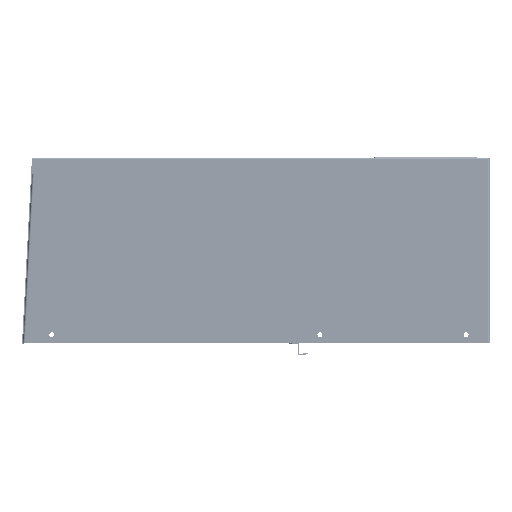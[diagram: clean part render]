
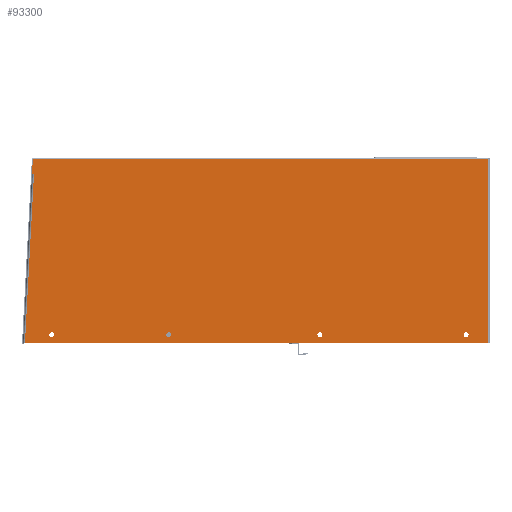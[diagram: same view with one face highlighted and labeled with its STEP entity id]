
A CAD part, left-side view. The second image highlights one B-rep face of the part: STEP entity #93300.
In plain terms, the highlighted planar face has unit normal (-1, 0, 0).
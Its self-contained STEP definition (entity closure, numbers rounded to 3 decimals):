
#81437=CARTESIAN_POINT('',(-124.999,468.572,
188.037));
#81449=DIRECTION('',(0.,-0.053,0.999));
#81450=VECTOR('',#81449,174.163);
#81451=CARTESIAN_POINT('',(-125.,476.663,
-1.));
#81452=LINE('',#81451,#81450);
#81453=DIRECTION('',(0.,0.999,0.053));
#81454=VECTOR('',#81453,2.);
#81455=CARTESIAN_POINT('',(-125.,467.362,
172.915));
#81456=LINE('',#81455,#81454);
#81457=DIRECTION('',(0.,-0.052,0.999));
#81458=VECTOR('',#81457,15.037);
#81459=CARTESIAN_POINT('',(-125.,469.359,173.021));
#81460=LINE('',#81459,#81458);
#81461=DIRECTION('',(0.,-1.,0.));
#81462=VECTOR('',#81461,467.572);
#81463=CARTESIAN_POINT('',(-124.999,468.572,
188.037));
#81464=LINE('',#81463,#81462);
#81465=CARTESIAN_POINT('',(-125.,449.144,7.97));
#81466=DIRECTION('',(-1.,0.,0.));
#81467=DIRECTION('',(0.,-1.,0.));
#81468=AXIS2_PLACEMENT_3D('',#81465,#81466,#81467);
#81470=CARTESIAN_POINT('',(-125.,449.144,7.97));
#81471=DIRECTION('',(-1.,0.,0.));
#81472=DIRECTION('',(0.,1.,0.));
#81473=AXIS2_PLACEMENT_3D('',#81470,#81471,#81472);
#81475=CARTESIAN_POINT('',(-125.,328.973,7.97));
#81476=DIRECTION('',(-1.,0.,0.));
#81477=DIRECTION('',(0.,-1.,0.));
#81478=AXIS2_PLACEMENT_3D('',#81475,#81476,#81477);
#81480=CARTESIAN_POINT('',(-125.,328.973,7.97));
#81481=DIRECTION('',(-1.,0.,0.));
#81482=DIRECTION('',(0.,1.,0.));
#81483=AXIS2_PLACEMENT_3D('',#81480,#81481,#81482);
#81485=CARTESIAN_POINT('',(-125.,173.751,7.97));
#81486=DIRECTION('',(-1.,0.,0.));
#81487=DIRECTION('',(0.,-1.,0.));
#81488=AXIS2_PLACEMENT_3D('',#81485,#81486,#81487);
#81490=CARTESIAN_POINT('',(-125.,173.751,7.97));
#81491=DIRECTION('',(-1.,0.,0.));
#81492=DIRECTION('',(0.,1.,0.));
#81493=AXIS2_PLACEMENT_3D('',#81490,#81491,#81492);
#81495=CARTESIAN_POINT('',(-125.,23.537,7.97));
#81496=DIRECTION('',(-1.,0.,0.));
#81497=DIRECTION('',(0.,-1.,0.));
#81498=AXIS2_PLACEMENT_3D('',#81495,#81496,#81497);
#81500=CARTESIAN_POINT('',(-125.,23.537,7.97));
#81501=DIRECTION('',(-1.,0.,0.));
#81502=DIRECTION('',(0.,1.,0.));
#81503=AXIS2_PLACEMENT_3D('',#81500,#81501,#81502);
#81509=DIRECTION('',(0.,-1.,0.));
#81510=VECTOR('',#81509,471.663);
#81511=CARTESIAN_POINT('',(-125.,474.663,0.));
#81512=LINE('',#81511,#81510);
#81809=DIRECTION('',(0.,0.,1.));
#81810=VECTOR('',#81809,1.);
#81811=CARTESIAN_POINT('',(-125.,474.663,-1.));
#81812=LINE('',#81811,#81810);
#81889=DIRECTION('',(0.,0.,1.));
#81890=VECTOR('',#81889,1.);
#81891=CARTESIAN_POINT('',(-125.,3.,-1.));
#81892=LINE('',#81891,#81890);
#81901=DIRECTION('',(0.,-1.,0.));
#81902=VECTOR('',#81901,2.);
#81903=CARTESIAN_POINT('',(-125.,3.,-1.));
#81904=LINE('',#81903,#81902);
#81923=DIRECTION('',(0.,0.,1.));
#81924=VECTOR('',#81923,189.);
#81925=CARTESIAN_POINT('',(-125.,1.,-1.));
#81926=LINE('',#81925,#81924);
#82175=DIRECTION('',(0.,-1.,0.));
#82176=VECTOR('',#82175,2.);
#82177=CARTESIAN_POINT('',(-125.,476.663,
-1.));
#82178=LINE('',#82177,#82176);
#85265=CARTESIAN_POINT('',(-125.,467.362,
172.915));
#85267=VERTEX_POINT('',#85265);
#85269=CARTESIAN_POINT('',(-125.,3.,0.));
#85271=VERTEX_POINT('',#85269);
#85279=CARTESIAN_POINT('',(-125.,474.663,0.));
#85280=VERTEX_POINT('',#85279);
#88045=VERTEX_POINT('',#81437);
#88047=CARTESIAN_POINT('',(-125.,1.,188.));
#88048=VERTEX_POINT('',#88047);
#88052=CARTESIAN_POINT('',(-125.,469.359,173.021));
#88054=VERTEX_POINT('',#88052);
#88055=CARTESIAN_POINT('',(-125.,3.,-1.));
#88056=VERTEX_POINT('',#88055);
#88057=CARTESIAN_POINT('',(-125.,1.,-1.));
#88058=VERTEX_POINT('',#88057);
#88059=CARTESIAN_POINT('',(-125.,476.663,
-1.));
#88060=VERTEX_POINT('',#88059);
#88061=CARTESIAN_POINT('',(-125.,474.663,-1.));
#88062=VERTEX_POINT('',#88061);
#88063=CARTESIAN_POINT('',(-125.,446.644,7.97));
#88064=CARTESIAN_POINT('',(-125.,451.644,7.97));
#88065=VERTEX_POINT('',#88063);
#88066=VERTEX_POINT('',#88064);
#88067=CARTESIAN_POINT('',(-125.,326.473,7.97));
#88068=CARTESIAN_POINT('',(-125.,331.473,7.97));
#88069=VERTEX_POINT('',#88067);
#88070=VERTEX_POINT('',#88068);
#88071=CARTESIAN_POINT('',(-125.,171.251,7.97));
#88072=CARTESIAN_POINT('',(-125.,176.251,7.97));
#88073=VERTEX_POINT('',#88071);
#88074=VERTEX_POINT('',#88072);
#88075=CARTESIAN_POINT('',(-125.,21.037,7.97));
#88076=CARTESIAN_POINT('',(-125.,26.037,7.97));
#88077=VERTEX_POINT('',#88075);
#88078=VERTEX_POINT('',#88076);
#93250=CARTESIAN_POINT('',(-125.,238.831,93.5));
#93251=DIRECTION('',(1.,0.,0.));
#93252=DIRECTION('',(0.,1.,0.));
#93253=AXIS2_PLACEMENT_3D('',#93250,#93251,#93252);
#93254=PLANE('',#93253);
#93256=ORIENTED_EDGE('',*,*,#93255,.F.);
#93258=ORIENTED_EDGE('',*,*,#93257,.F.);
#93260=ORIENTED_EDGE('',*,*,#93259,.F.);
#93262=ORIENTED_EDGE('',*,*,#93261,.T.);
#93264=ORIENTED_EDGE('',*,*,#93263,.T.);
#93266=ORIENTED_EDGE('',*,*,#93265,.T.);
#93267=ORIENTED_EDGE('',*,*,#93242,.T.);
#93269=ORIENTED_EDGE('',*,*,#93268,.F.);
#93271=ORIENTED_EDGE('',*,*,#93270,.F.);
#93273=ORIENTED_EDGE('',*,*,#93272,.T.);
#93274=EDGE_LOOP('',(#93256,#93258,#93260,#93262,#93264,#93266,#93267,#93269,
#93271,#93273));
#93275=FACE_OUTER_BOUND('',#93274,.F.);
#93277=ORIENTED_EDGE('',*,*,#93276,.T.);
#93279=ORIENTED_EDGE('',*,*,#93278,.T.);
#93280=EDGE_LOOP('',(#93277,#93279));
#93281=FACE_BOUND('',#93280,.F.);
#93283=ORIENTED_EDGE('',*,*,#93282,.T.);
#93285=ORIENTED_EDGE('',*,*,#93284,.T.);
#93286=EDGE_LOOP('',(#93283,#93285));
#93287=FACE_BOUND('',#93286,.F.);
#93289=ORIENTED_EDGE('',*,*,#93288,.T.);
#93291=ORIENTED_EDGE('',*,*,#93290,.T.);
#93292=EDGE_LOOP('',(#93289,#93291));
#93293=FACE_BOUND('',#93292,.F.);
#93295=ORIENTED_EDGE('',*,*,#93294,.T.);
#93297=ORIENTED_EDGE('',*,*,#93296,.T.);
#93298=EDGE_LOOP('',(#93295,#93297));
#93299=FACE_BOUND('',#93298,.F.);
#93300=ADVANCED_FACE('',(#93275,#93281,#93287,#93293,#93299),#93254,.F.);
#81469=CIRCLE('',#81468,2.5);
#81474=CIRCLE('',#81473,2.5);
#81479=CIRCLE('',#81478,2.5);
#81484=CIRCLE('',#81483,2.5);
#81489=CIRCLE('',#81488,2.5);
#81494=CIRCLE('',#81493,2.5);
#81499=CIRCLE('',#81498,2.5);
#81504=CIRCLE('',#81503,2.5);
#93242=EDGE_CURVE('',#88045,#88048,#81464,.T.);
#93255=EDGE_CURVE('',#85280,#85271,#81512,.T.);
#93257=EDGE_CURVE('',#88062,#85280,#81812,.T.);
#93259=EDGE_CURVE('',#88060,#88062,#82178,.T.);
#93261=EDGE_CURVE('',#88060,#85267,#81452,.T.);
#93263=EDGE_CURVE('',#85267,#88054,#81456,.T.);
#93265=EDGE_CURVE('',#88054,#88045,#81460,.T.);
#93268=EDGE_CURVE('',#88058,#88048,#81926,.T.);
#93270=EDGE_CURVE('',#88056,#88058,#81904,.T.);
#93272=EDGE_CURVE('',#88056,#85271,#81892,.T.);
#93276=EDGE_CURVE('',#88065,#88066,#81469,.T.);
#93278=EDGE_CURVE('',#88066,#88065,#81474,.T.);
#93282=EDGE_CURVE('',#88069,#88070,#81479,.T.);
#93284=EDGE_CURVE('',#88070,#88069,#81484,.T.);
#93288=EDGE_CURVE('',#88073,#88074,#81489,.T.);
#93290=EDGE_CURVE('',#88074,#88073,#81494,.T.);
#93294=EDGE_CURVE('',#88077,#88078,#81499,.T.);
#93296=EDGE_CURVE('',#88078,#88077,#81504,.T.);
